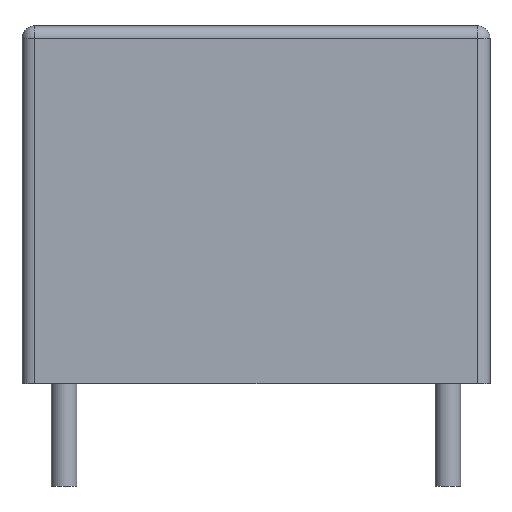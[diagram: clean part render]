
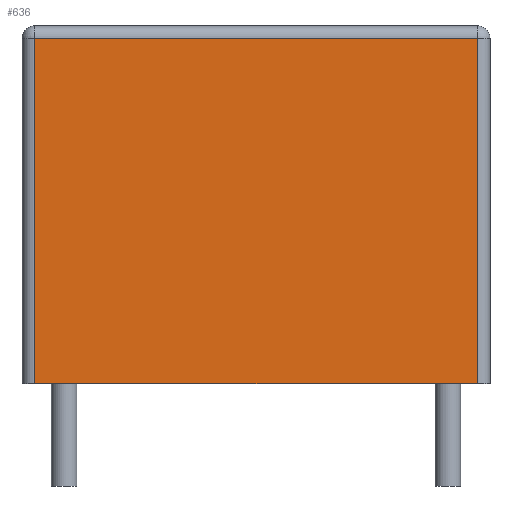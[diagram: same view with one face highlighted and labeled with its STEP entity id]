
A CAD part, left-side view. The second image highlights one B-rep face of the part: STEP entity #636.
In plain terms, the highlighted planar face has unit normal (-1, 0, 0).
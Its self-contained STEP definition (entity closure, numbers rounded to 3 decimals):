
#55 = CYLINDRICAL_SURFACE('',#56,0.5);
#56 = AXIS2_PLACEMENT_3D('',#57,#58,#59);
#57 = CARTESIAN_POINT('',(-3.7,8.65,0.));
#58 = DIRECTION('',(0.,0.,1.));
#59 = DIRECTION('',(0.,1.,0.));
#137 = PLANE('',#138);
#138 = AXIS2_PLACEMENT_3D('',#139,#140,#141);
#139 = CARTESIAN_POINT('',(-4.2,9.15,0.));
#140 = DIRECTION('',(0.,0.,1.));
#141 = DIRECTION('',(1.,0.,0.));
#154 = VERTEX_POINT('',#155);
#155 = CARTESIAN_POINT('',(-4.2,8.65,0.));
#177 = EDGE_CURVE('',#154,#178,#180,.T.);
#178 = VERTEX_POINT('',#179);
#179 = CARTESIAN_POINT('',(-4.2,8.65,13.5));
#180 = SURFACE_CURVE('',#181,(#185,#192),.PCURVE_S1.);
#181 = LINE('',#182,#183);
#182 = CARTESIAN_POINT('',(-4.2,8.65,0.));
#183 = VECTOR('',#184,1.);
#184 = DIRECTION('',(0.,0.,1.));
#185 = PCURVE('',#55,#186);
#186 = DEFINITIONAL_REPRESENTATION('',(#187),#191);
#187 = LINE('',#188,#189);
#188 = CARTESIAN_POINT('',(1.571,0.));
#189 = VECTOR('',#190,1.);
#190 = DIRECTION('',(0.,1.));
#191 = ( GEOMETRIC_REPRESENTATION_CONTEXT(2) 
PARAMETRIC_REPRESENTATION_CONTEXT() REPRESENTATION_CONTEXT('2D SPACE',''
  ) );
#192 = PCURVE('',#193,#198);
#193 = PLANE('',#194);
#194 = AXIS2_PLACEMENT_3D('',#195,#196,#197);
#195 = CARTESIAN_POINT('',(-4.2,-9.15,0.));
#196 = DIRECTION('',(-1.,0.,0.));
#197 = DIRECTION('',(0.,1.,0.));
#198 = DEFINITIONAL_REPRESENTATION('',(#199),#203);
#199 = LINE('',#200,#201);
#200 = CARTESIAN_POINT('',(17.8,0.));
#201 = VECTOR('',#202,1.);
#202 = DIRECTION('',(0.,-1.));
#203 = ( GEOMETRIC_REPRESENTATION_CONTEXT(2) 
PARAMETRIC_REPRESENTATION_CONTEXT() REPRESENTATION_CONTEXT('2D SPACE',''
  ) );
#316 = EDGE_CURVE('',#317,#154,#319,.T.);
#317 = VERTEX_POINT('',#318);
#318 = CARTESIAN_POINT('',(-4.2,-8.65,0.));
#319 = SURFACE_CURVE('',#320,(#324,#331),.PCURVE_S1.);
#320 = LINE('',#321,#322);
#321 = CARTESIAN_POINT('',(-4.2,-9.15,0.));
#322 = VECTOR('',#323,1.);
#323 = DIRECTION('',(0.,1.,0.));
#324 = PCURVE('',#137,#325);
#325 = DEFINITIONAL_REPRESENTATION('',(#326),#330);
#326 = LINE('',#327,#328);
#327 = CARTESIAN_POINT('',(0.,-18.3));
#328 = VECTOR('',#329,1.);
#329 = DIRECTION('',(0.,1.));
#330 = ( GEOMETRIC_REPRESENTATION_CONTEXT(2) 
PARAMETRIC_REPRESENTATION_CONTEXT() REPRESENTATION_CONTEXT('2D SPACE',''
  ) );
#331 = PCURVE('',#193,#332);
#332 = DEFINITIONAL_REPRESENTATION('',(#333),#337);
#333 = LINE('',#334,#335);
#334 = CARTESIAN_POINT('',(0.,0.));
#335 = VECTOR('',#336,1.);
#336 = DIRECTION('',(1.,0.));
#337 = ( GEOMETRIC_REPRESENTATION_CONTEXT(2) 
PARAMETRIC_REPRESENTATION_CONTEXT() REPRESENTATION_CONTEXT('2D SPACE',''
  ) );
#360 = CYLINDRICAL_SURFACE('',#361,0.5);
#361 = AXIS2_PLACEMENT_3D('',#362,#363,#364);
#362 = CARTESIAN_POINT('',(-3.7,-8.65,0.));
#363 = DIRECTION('',(0.,0.,1.));
#364 = DIRECTION('',(0.,-1.,0.));
#624 = CYLINDRICAL_SURFACE('',#625,0.5);
#625 = AXIS2_PLACEMENT_3D('',#626,#627,#628);
#626 = CARTESIAN_POINT('',(-3.7,-8.65,13.5));
#627 = DIRECTION('',(0.,1.,0.));
#628 = DIRECTION('',(-1.,0.,0.));
#636 = ADVANCED_FACE('',(#637),#193,.T.);
#637 = FACE_BOUND('',#638,.T.);
#638 = EDGE_LOOP('',(#639,#662,#683,#684));
#639 = ORIENTED_EDGE('',*,*,#640,.T.);
#640 = EDGE_CURVE('',#317,#641,#643,.T.);
#641 = VERTEX_POINT('',#642);
#642 = CARTESIAN_POINT('',(-4.2,-8.65,13.5));
#643 = SURFACE_CURVE('',#644,(#648,#655),.PCURVE_S1.);
#644 = LINE('',#645,#646);
#645 = CARTESIAN_POINT('',(-4.2,-8.65,0.));
#646 = VECTOR('',#647,1.);
#647 = DIRECTION('',(0.,0.,1.));
#648 = PCURVE('',#193,#649);
#649 = DEFINITIONAL_REPRESENTATION('',(#650),#654);
#650 = LINE('',#651,#652);
#651 = CARTESIAN_POINT('',(0.5,0.));
#652 = VECTOR('',#653,1.);
#653 = DIRECTION('',(0.,-1.));
#654 = ( GEOMETRIC_REPRESENTATION_CONTEXT(2) 
PARAMETRIC_REPRESENTATION_CONTEXT() REPRESENTATION_CONTEXT('2D SPACE',''
  ) );
#655 = PCURVE('',#360,#656);
#656 = DEFINITIONAL_REPRESENTATION('',(#657),#661);
#657 = LINE('',#658,#659);
#658 = CARTESIAN_POINT('',(-1.571,0.));
#659 = VECTOR('',#660,1.);
#660 = DIRECTION('',(-0.,1.));
#661 = ( GEOMETRIC_REPRESENTATION_CONTEXT(2) 
PARAMETRIC_REPRESENTATION_CONTEXT() REPRESENTATION_CONTEXT('2D SPACE',''
  ) );
#662 = ORIENTED_EDGE('',*,*,#663,.T.);
#663 = EDGE_CURVE('',#641,#178,#664,.T.);
#664 = SURFACE_CURVE('',#665,(#669,#676),.PCURVE_S1.);
#665 = LINE('',#666,#667);
#666 = CARTESIAN_POINT('',(-4.2,-8.65,13.5));
#667 = VECTOR('',#668,1.);
#668 = DIRECTION('',(0.,1.,0.));
#669 = PCURVE('',#193,#670);
#670 = DEFINITIONAL_REPRESENTATION('',(#671),#675);
#671 = LINE('',#672,#673);
#672 = CARTESIAN_POINT('',(0.5,-13.5));
#673 = VECTOR('',#674,1.);
#674 = DIRECTION('',(1.,0.));
#675 = ( GEOMETRIC_REPRESENTATION_CONTEXT(2) 
PARAMETRIC_REPRESENTATION_CONTEXT() REPRESENTATION_CONTEXT('2D SPACE',''
  ) );
#676 = PCURVE('',#624,#677);
#677 = DEFINITIONAL_REPRESENTATION('',(#678),#682);
#678 = LINE('',#679,#680);
#679 = CARTESIAN_POINT('',(0.,0.));
#680 = VECTOR('',#681,1.);
#681 = DIRECTION('',(0.,1.));
#682 = ( GEOMETRIC_REPRESENTATION_CONTEXT(2) 
PARAMETRIC_REPRESENTATION_CONTEXT() REPRESENTATION_CONTEXT('2D SPACE',''
  ) );
#683 = ORIENTED_EDGE('',*,*,#177,.F.);
#684 = ORIENTED_EDGE('',*,*,#316,.F.);
